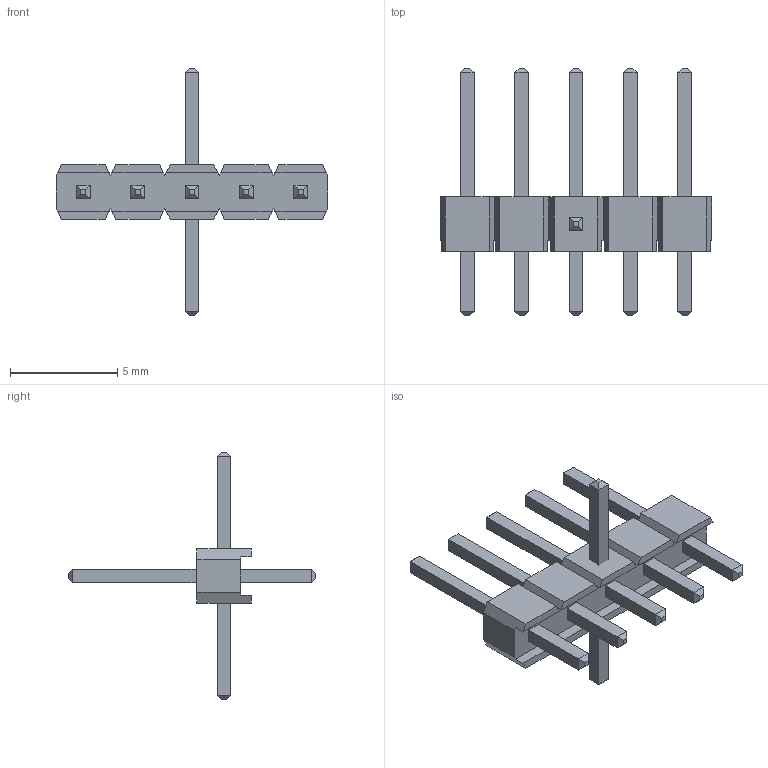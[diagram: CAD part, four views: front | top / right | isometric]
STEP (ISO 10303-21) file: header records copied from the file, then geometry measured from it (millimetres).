
FILE_DESCRIPTION( ( 'Unknown' ), '1' );
FILE_NAME( '61100511121.stp', 'Unknown', ( 'Unknown' ), ( 'Unknown' ), 'PSStep 14.0', 'Unknown', ' ' );
FILE_SCHEMA( ( 'AUTOMOTIVE_DESIGN { 1 0 10303 214 1 1 1 1 }' ) );
Length unit declared in the file: millimetre
Products named in the file (3): Assem1; 6130xx11121_PIN; 61300511121
Bounding box: 12.7 x 11.54 x 11.54 mm (x, y, z)
Volume: 154.3 mm3; surface area: 540 mm2
Topology: 8 solids, 8 shells, 232 faces, 600 edges, 384 vertices
Faces by surface type: plane 232
Entity records: 3534 total; most frequent: CARTESIAN_POINT 499, ORIENTED_EDGE 488, DIRECTION 434, EDGE_CURVE 244, LINE 244, VECTOR 244, VERTEX_POINT 160, EDGE_LOOP 98
